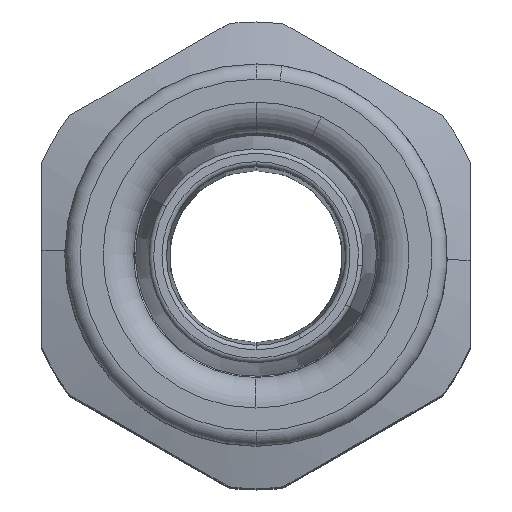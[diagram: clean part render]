
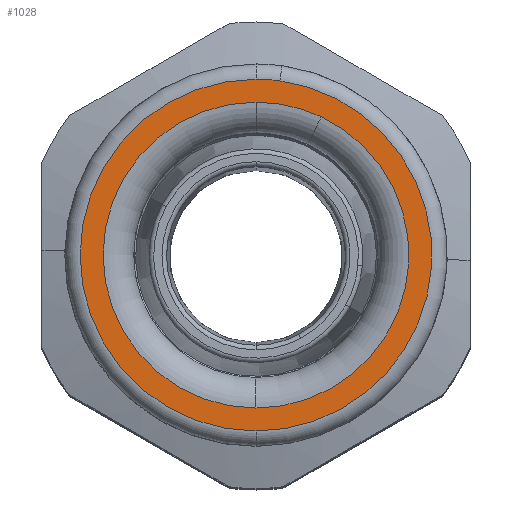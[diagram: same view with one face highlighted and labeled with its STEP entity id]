
A CAD part, top view. The second image highlights one B-rep face of the part: STEP entity #1028.
In plain terms, the highlighted planar face has unit normal (0, 0, 1).
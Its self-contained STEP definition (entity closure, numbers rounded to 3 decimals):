
#905=AXIS2_PLACEMENT_3D('Circle Axis2P3D',#903,#904,$) ;
#929=AXIS2_PLACEMENT_3D('Circle Axis2P3D',#927,#928,$) ;
#946=AXIS2_PLACEMENT_3D('Circle Axis2P3D',#944,#945,$) ;
#995=AXIS2_PLACEMENT_3D('Plane Axis2P3D',#992,#993,#994) ;
#1004=AXIS2_PLACEMENT_3D('Circle Axis2P3D',#1002,#1003,$) ;
#1013=AXIS2_PLACEMENT_3D('Circle Axis2P3D',#1011,#1012,$) ;
#1020=AXIS2_PLACEMENT_3D('Circle Axis2P3D',#1018,#1019,$) ;
#893=CARTESIAN_POINT('Vertex',(14.,26.75,82.9)) ;
#900=CARTESIAN_POINT('Vertex',(14.,3.75,82.9)) ;
#903=CARTESIAN_POINT('Axis2P3D Location',(14.,15.25,82.9)) ;
#924=CARTESIAN_POINT('Vertex',(15.566,26.643,82.9)) ;
#927=CARTESIAN_POINT('Axis2P3D Location',(14.,15.25,82.9)) ;
#944=CARTESIAN_POINT('Axis2P3D Location',(14.,15.25,82.9)) ;
#992=CARTESIAN_POINT('Axis2P3D Location',(14.,15.25,82.9)) ;
#1002=CARTESIAN_POINT('Axis2P3D Location',(14.,15.25,82.9)) ;
#1006=CARTESIAN_POINT('Vertex',(18.265,24.295,82.9)) ;
#1008=CARTESIAN_POINT('Vertex',(14.,25.25,82.9)) ;
#1011=CARTESIAN_POINT('Axis2P3D Location',(14.,15.25,82.9)) ;
#1015=CARTESIAN_POINT('Vertex',(14.,5.25,82.9)) ;
#1018=CARTESIAN_POINT('Axis2P3D Location',(14.,15.25,82.9)) ;
#904=DIRECTION('Axis2P3D Direction',(0.,0.,1.)) ;
#928=DIRECTION('Axis2P3D Direction',(0.,0.,1.)) ;
#945=DIRECTION('Axis2P3D Direction',(0.,0.,1.)) ;
#993=DIRECTION('Axis2P3D Direction',(0.,0.,1.)) ;
#994=DIRECTION('Axis2P3D XDirection',(0.,1.,0.)) ;
#1003=DIRECTION('Axis2P3D Direction',(0.,0.,1.)) ;
#1012=DIRECTION('Axis2P3D Direction',(0.,0.,1.)) ;
#1019=DIRECTION('Axis2P3D Direction',(0.,0.,1.)) ;
#998=ORIENTED_EDGE('',*,*,#907,.T.) ;
#999=ORIENTED_EDGE('',*,*,#948,.T.) ;
#1000=ORIENTED_EDGE('',*,*,#931,.T.) ;
#1024=ORIENTED_EDGE('',*,*,#1010,.F.) ;
#1025=ORIENTED_EDGE('',*,*,#1017,.F.) ;
#1026=ORIENTED_EDGE('',*,*,#1022,.F.) ;
#1027=FACE_BOUND('',#1023,.T.) ;
#1028=ADVANCED_FACE('PartBody',(#1001,#1027),#996,.T.) ;
#906=CIRCLE('generated circle',#905,11.5) ;
#930=CIRCLE('generated circle',#929,11.5) ;
#947=CIRCLE('generated circle',#946,11.5) ;
#1005=CIRCLE('generated circle',#1004,10.) ;
#1014=CIRCLE('generated circle',#1013,10.) ;
#1021=CIRCLE('generated circle',#1020,10.) ;
#907=EDGE_CURVE('',#894,#901,#906,.T.) ;
#931=EDGE_CURVE('',#925,#894,#930,.T.) ;
#948=EDGE_CURVE('',#901,#925,#947,.T.) ;
#1010=EDGE_CURVE('',#1007,#1009,#1005,.T.) ;
#1017=EDGE_CURVE('',#1016,#1007,#1014,.T.) ;
#1022=EDGE_CURVE('',#1009,#1016,#1021,.T.) ;
#997=EDGE_LOOP('',(#998,#999,#1000)) ;
#1023=EDGE_LOOP('',(#1024,#1025,#1026)) ;
#1001=FACE_OUTER_BOUND('',#997,.T.) ;
#996=PLANE('',#995) ;
#894=VERTEX_POINT('',#893) ;
#901=VERTEX_POINT('',#900) ;
#925=VERTEX_POINT('',#924) ;
#1007=VERTEX_POINT('',#1006) ;
#1009=VERTEX_POINT('',#1008) ;
#1016=VERTEX_POINT('',#1015) ;
